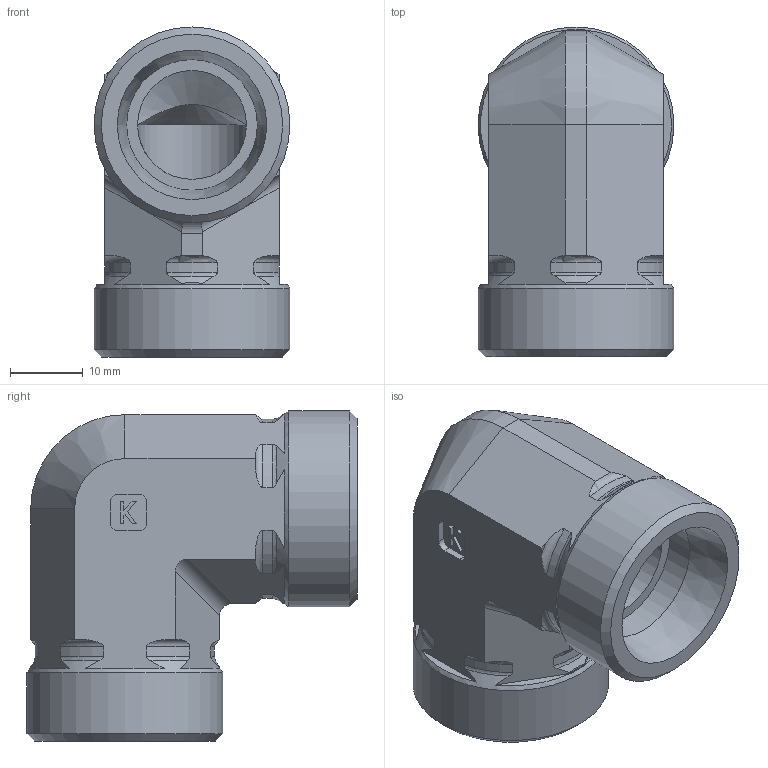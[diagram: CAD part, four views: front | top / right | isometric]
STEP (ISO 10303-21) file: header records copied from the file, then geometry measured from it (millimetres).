
FILE_DESCRIPTION((''),'2;1');
FILE_NAME('351182727.stp','2014-08-13T11:31:22',(''),('KNOMI spol. s r. o.'),'Autodesk Inventor 2012','Autodesk Inventor 2012','');
FILE_SCHEMA(('AUTOMOTIVE_DESIGN { 1 2 10303 214 0 1 1 1 }'));
Length unit declared in the file: millimetre
Products named in the file (1): LS2 Js15 M27x1.5/M27x1
Bounding box: 27 x 45.5 x 45.5 mm (x, y, z)
Volume: 19498.7 mm3; surface area: 9026.5 mm2
Topology: 1 solids, 1 shells, 120 faces, 333 edges, 219 vertices
Faces by surface type: plane 56, cylinder 26, torus 24, cone 14
Full cylindrical faces by diameter (mm): 15 x2, 18 x2, 27 x2
Entity records: 4028 total; most frequent: CARTESIAN_POINT 1124, ORIENTED_EDGE 628, DIRECTION 564, EDGE_CURVE 314, VERTEX_POINT 212, AXIS2_PLACEMENT_3D 210, VECTOR 144, LINE 144
